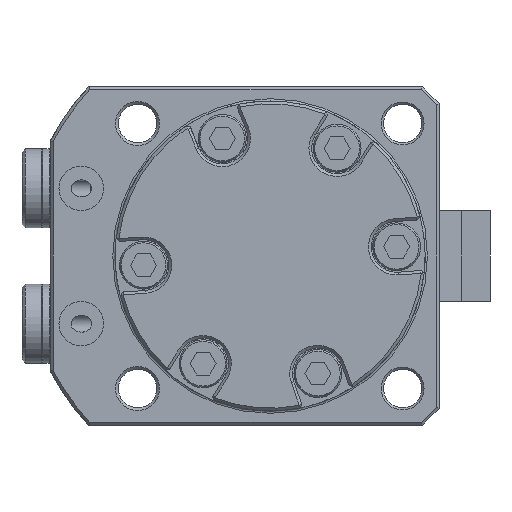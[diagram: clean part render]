
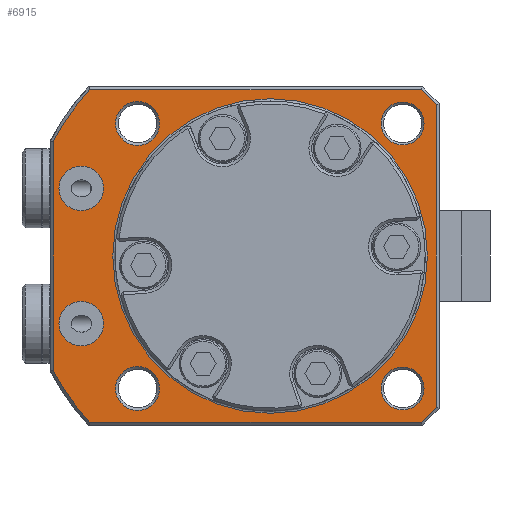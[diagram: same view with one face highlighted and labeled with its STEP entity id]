
A CAD part, front view. The second image highlights one B-rep face of the part: STEP entity #6915.
In plain terms, the highlighted planar face has unit normal (0, -1, 0).
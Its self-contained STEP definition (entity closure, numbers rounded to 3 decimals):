
#340=PLANE('',#7557);
#513=LINE('',#10751,#1005);
#520=LINE('',#10765,#1012);
#524=LINE('',#10773,#1016);
#527=LINE('',#10779,#1019);
#528=LINE('',#10781,#1020);
#638=LINE('',#12295,#1130);
#1005=VECTOR('',#8222,1000.);
#1012=VECTOR('',#8233,1000.);
#1016=VECTOR('',#8239,1000.);
#1019=VECTOR('',#8244,1000.);
#1020=VECTOR('',#8247,1000.);
#1130=VECTOR('',#8679,1000.);
#2222=ORIENTED_EDGE('',*,*,#3629,.T.);
#2223=ORIENTED_EDGE('',*,*,#3633,.T.);
#2224=ORIENTED_EDGE('',*,*,#3842,.T.);
#2225=ORIENTED_EDGE('',*,*,#3534,.F.);
#2226=ORIENTED_EDGE('',*,*,#3785,.F.);
#2227=ORIENTED_EDGE('',*,*,#3789,.T.);
#2228=ORIENTED_EDGE('',*,*,#3836,.T.);
#2229=ORIENTED_EDGE('',*,*,#3596,.T.);
#2230=ORIENTED_EDGE('',*,*,#3593,.F.);
#2231=ORIENTED_EDGE('',*,*,#3589,.T.);
#2232=ORIENTED_EDGE('',*,*,#3582,.T.);
#2233=ORIENTED_EDGE('',*,*,#3843,.T.);
#2234=ORIENTED_EDGE('',*,*,#3844,.T.);
#2235=ORIENTED_EDGE('',*,*,#3600,.T.);
#2236=ORIENTED_EDGE('',*,*,#3597,.T.);
#3534=EDGE_CURVE('',#4488,#4488,#5149,.T.);
#3582=EDGE_CURVE('',#4527,#4526,#513,.T.);
#3589=EDGE_CURVE('',#4532,#4527,#520,.T.);
#3593=EDGE_CURVE('',#4532,#4534,#524,.T.);
#3596=EDGE_CURVE('',#4536,#4534,#527,.T.);
#3597=EDGE_CURVE('',#4537,#4536,#528,.T.);
#3600=EDGE_CURVE('',#4539,#4537,#5158,.T.);
#3629=EDGE_CURVE('',#4559,#4559,#5167,.T.);
#3633=EDGE_CURVE('',#4563,#4563,#5171,.T.);
#3785=EDGE_CURVE('',#4658,#4658,#5198,.T.);
#3789=EDGE_CURVE('',#4662,#4662,#5200,.T.);
#3836=EDGE_CURVE('',#4688,#4688,#5213,.T.);
#3842=EDGE_CURVE('',#4694,#4694,#5219,.T.);
#3843=EDGE_CURVE('',#4526,#4695,#5220,.T.);
#3844=EDGE_CURVE('',#4695,#4539,#638,.T.);
#4488=VERTEX_POINT('',#10244);
#4526=VERTEX_POINT('',#10750);
#4527=VERTEX_POINT('',#10752);
#4532=VERTEX_POINT('',#10766);
#4534=VERTEX_POINT('',#10771);
#4536=VERTEX_POINT('',#10777);
#4537=VERTEX_POINT('',#10782);
#4539=VERTEX_POINT('',#10788);
#4559=VERTEX_POINT('',#10924);
#4563=VERTEX_POINT('',#10935);
#4658=VERTEX_POINT('',#11870);
#4662=VERTEX_POINT('',#11895);
#4688=VERTEX_POINT('',#12272);
#4694=VERTEX_POINT('',#12291);
#4695=VERTEX_POINT('',#12294);
#5149=CIRCLE('',#7375,3.95);
#5158=CIRCLE('',#7400,43.5);
#5167=CIRCLE('',#7420,3.9);
#5171=CIRCLE('',#7427,3.9);
#5198=CIRCLE('',#7507,3.95);
#5200=CIRCLE('',#7513,27.9);
#5213=CIRCLE('',#7543,3.8);
#5219=CIRCLE('',#7556,3.8);
#5220=CIRCLE('',#7558,43.5);
#5640=EDGE_LOOP('',(#2222));
#5641=EDGE_LOOP('',(#2223));
#5642=EDGE_LOOP('',(#2224));
#5643=EDGE_LOOP('',(#2225));
#5644=EDGE_LOOP('',(#2226));
#5645=EDGE_LOOP('',(#2227));
#5646=EDGE_LOOP('',(#2228));
#5647=EDGE_LOOP('',(#2229,#2230,#2231,#2232,#2233,#2234,#2235,#2236));
#6233=FACE_BOUND('',#5640,.T.);
#6234=FACE_BOUND('',#5641,.T.);
#6235=FACE_BOUND('',#5642,.T.);
#6236=FACE_BOUND('',#5643,.T.);
#6237=FACE_BOUND('',#5644,.T.);
#6238=FACE_BOUND('',#5645,.T.);
#6239=FACE_BOUND('',#5646,.T.);
#6240=FACE_BOUND('',#5647,.T.);
#6915=ADVANCED_FACE('',(#6233,#6234,#6235,#6236,#6237,#6238,#6239,#6240),
#340,.F.);
#7375=AXIS2_PLACEMENT_3D('',#10243,#8170,#8171);
#7400=AXIS2_PLACEMENT_3D('',#10787,#8253,#8254);
#7420=AXIS2_PLACEMENT_3D('',#10923,#8301,#8302);
#7427=AXIS2_PLACEMENT_3D('',#10934,#8315,#8316);
#7507=AXIS2_PLACEMENT_3D('',#11869,#8556,#8557);
#7513=AXIS2_PLACEMENT_3D('',#11894,#8568,#8569);
#7543=AXIS2_PLACEMENT_3D('',#12271,#8647,#8648);
#7556=AXIS2_PLACEMENT_3D('',#12290,#8673,#8674);
#7557=AXIS2_PLACEMENT_3D('',#12292,#8675,#8676);
#7558=AXIS2_PLACEMENT_3D('',#12293,#8677,#8678);
#8170=DIRECTION('',(0.,-1.,0.));
#8171=DIRECTION('',(1.,0.,0.));
#8222=DIRECTION('',(-1.,0.,0.));
#8233=DIRECTION('',(-0.707,0.,0.707));
#8239=DIRECTION('',(0.,0.,-1.));
#8244=DIRECTION('',(0.707,0.,0.707));
#8247=DIRECTION('',(1.,0.,0.));
#8253=DIRECTION('',(0.,-1.,0.));
#8254=DIRECTION('',(-0.885,0.,-0.465));
#8301=DIRECTION('',(0.,1.,0.));
#8302=DIRECTION('',(-1.,0.,0.));
#8315=DIRECTION('',(0.,1.,0.));
#8316=DIRECTION('',(1.,0.,0.));
#8556=DIRECTION('',(0.,-1.,0.));
#8557=DIRECTION('',(1.,0.,0.));
#8568=DIRECTION('',(0.,1.,0.));
#8569=DIRECTION('',(0.,0.,-1.));
#8647=DIRECTION('',(0.,1.,0.));
#8648=DIRECTION('',(0.,0.,1.));
#8673=DIRECTION('',(0.,1.,0.));
#8674=DIRECTION('',(0.,0.,1.));
#8675=DIRECTION('',(0.,1.,0.));
#8676=DIRECTION('',(0.,0.,1.));
#8677=DIRECTION('',(0.,-1.,0.));
#8678=DIRECTION('',(-0.735,0.,0.678));
#8679=DIRECTION('',(0.,0.,-1.));
#10243=CARTESIAN_POINT('',(-33.5,1.5,-12.));
#10244=CARTESIAN_POINT('',(-29.55,1.5,-12.));
#10750=CARTESIAN_POINT('',(-31.969,1.5,29.5));
#10751=CARTESIAN_POINT('',(26.793,1.5,29.5));
#10752=CARTESIAN_POINT('',(26.793,1.5,29.5));
#10765=CARTESIAN_POINT('',(29.5,1.5,26.793));
#10766=CARTESIAN_POINT('',(29.5,1.5,26.793));
#10771=CARTESIAN_POINT('',(29.5,1.5,-26.793));
#10773=CARTESIAN_POINT('',(29.5,1.5,26.793));
#10777=CARTESIAN_POINT('',(26.793,1.5,-29.5));
#10779=CARTESIAN_POINT('',(26.793,1.5,-29.5));
#10781=CARTESIAN_POINT('',(-31.969,1.5,-29.5));
#10782=CARTESIAN_POINT('',(-31.969,1.5,-29.5));
#10787=CARTESIAN_POINT('',(0.,1.5,0.));
#10788=CARTESIAN_POINT('',(-38.5,1.5,-20.248));
#10923=CARTESIAN_POINT('',(-23.5,1.5,-23.5));
#10924=CARTESIAN_POINT('',(-27.4,1.5,-23.5));
#10934=CARTESIAN_POINT('',(-23.5,1.5,23.5));
#10935=CARTESIAN_POINT('',(-19.6,1.5,23.5));
#11869=CARTESIAN_POINT('',(-33.5,1.5,12.));
#11870=CARTESIAN_POINT('',(-29.55,1.5,12.));
#11894=CARTESIAN_POINT('',(0.,1.5,0.));
#11895=CARTESIAN_POINT('',(0.,1.5,-27.9));
#12271=CARTESIAN_POINT('',(23.5,1.5,23.5));
#12272=CARTESIAN_POINT('',(23.5,1.5,27.3));
#12290=CARTESIAN_POINT('',(23.5,1.5,-23.5));
#12291=CARTESIAN_POINT('',(23.5,1.5,-19.7));
#12292=CARTESIAN_POINT('',(-27.5,1.5,0.));
#12293=CARTESIAN_POINT('',(0.,1.5,0.));
#12294=CARTESIAN_POINT('',(-38.5,1.5,20.248));
#12295=CARTESIAN_POINT('',(-38.5,1.5,20.248));
